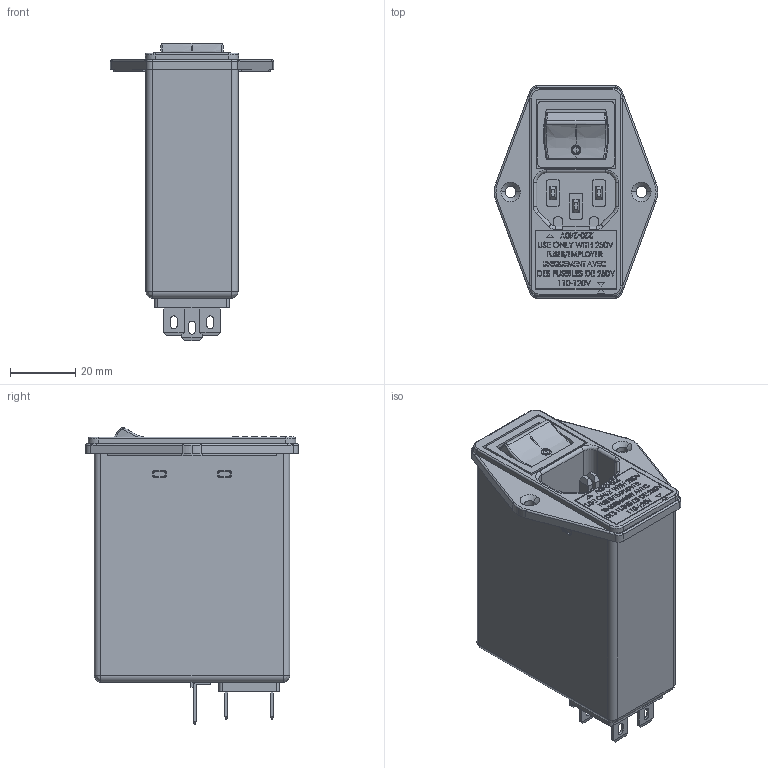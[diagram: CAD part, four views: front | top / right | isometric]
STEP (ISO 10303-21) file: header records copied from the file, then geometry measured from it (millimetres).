
FILE_DESCRIPTION (( 'STEP AP214' ), '1' );
FILE_NAME ('864-03-001(03EB3).STEP', '2014-11-06T01:05:05', ( '' ), ( '' ), 'SwSTEP 2.0', 'SolidWorks 2011', '' );
FILE_SCHEMA (( 'AUTOMOTIVE_DESIGN' ));
Products named in the file (1): 864-03-001(03EB3)
Bounding box: 50 x 65 x 91.01 mm (x, y, z)
Volume: 123407.7 mm3; surface area: 22248.4 mm2
Topology: 1 solids, 1 shells, 1403 faces, 3675 edges, 2395 vertices
Faces by surface type: plane 867, bspline 369, cylinder 163, cone 4
Entity records: 74335 total; most frequent: CARTESIAN_POINT 42032, ORIENTED_EDGE 7342, DIRECTION 5355, EDGE_CURVE 3671, LINE 2651, VECTOR 2651, VERTEX_POINT 2395, EDGE_LOOP 1544
